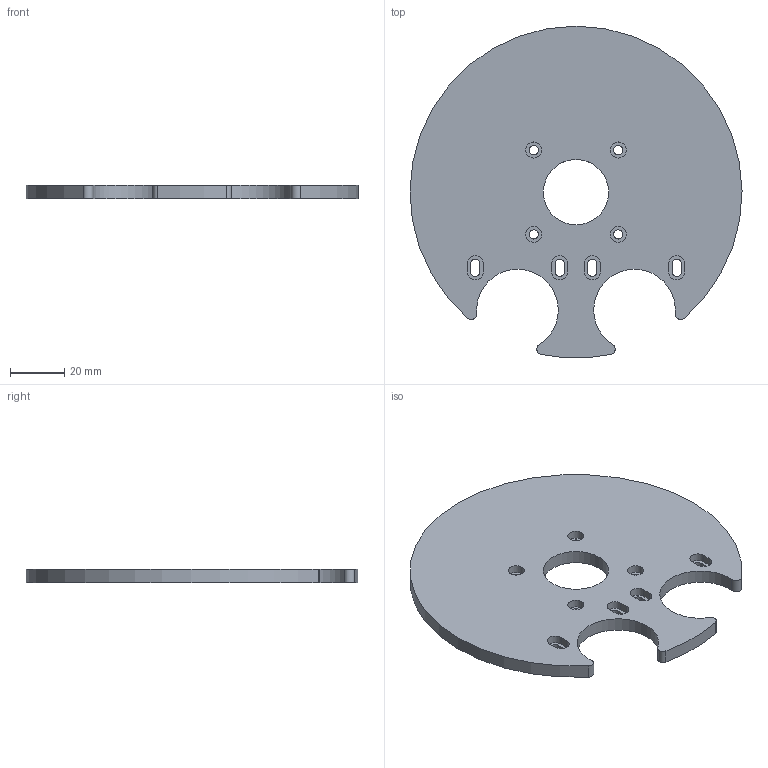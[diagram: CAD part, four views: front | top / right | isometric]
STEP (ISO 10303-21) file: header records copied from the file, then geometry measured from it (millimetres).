
FILE_DESCRIPTION(('FreeCAD Model'),'2;1');
FILE_NAME('Open CASCADE Shape Model','2021-07-31T13:58:43',('Author'),( ''),'Open CASCADE STEP processor 7.5','FreeCAD','Unknown');
FILE_SCHEMA(('AUTOMOTIVE_DESIGN { 1 0 10303 214 1 1 1 1 }'));
Length unit declared in the file: millimetre
Products named in the file (1): Art2BodyACover1
Bounding box: 122 x 121.85 x 5 mm (x, y, z)
Volume: 48188.7 mm3; surface area: 22942.5 mm2
Topology: 1 solids, 1 shells, 59 faces, 147 edges, 98 vertices
Faces by surface type: cylinder 33, plane 26
Full cylindrical faces by diameter (mm): 3.4 x4, 5.9 x4, 24 x1
Entity records: 3756 total; most frequent: DIRECTION 627, CARTESIAN_POINT 599, LINE 309, VECTOR 309, ORIENTED_EDGE 294, PCURVE 294, DEFINITIONAL_REPRESENTATION 294, EDGE_CURVE 147
